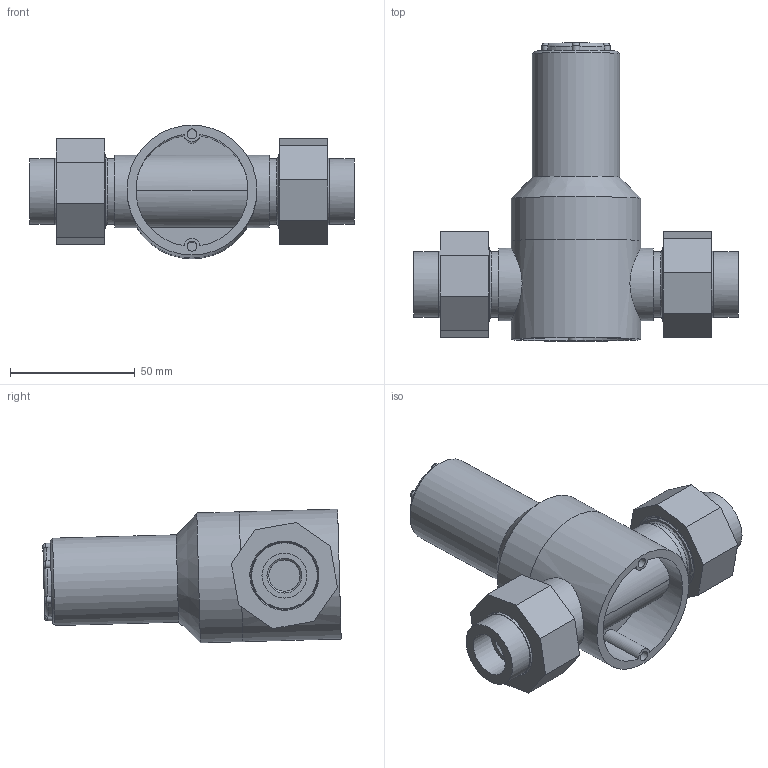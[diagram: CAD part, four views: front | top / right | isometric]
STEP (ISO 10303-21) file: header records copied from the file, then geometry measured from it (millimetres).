
FILE_DESCRIPTION (( 'STEP AP214' ), '1' );
FILE_NAME ('3-8-1102-3X.STEP', '2019-06-07T12:07:02', ( '' ), ( '' ), 'SwSTEP 2.0', 'SolidWorks 2019', '' );
FILE_SCHEMA (( 'AUTOMOTIVE_DESIGN' ));
Length unit declared in the file: millimetre
Products named in the file (18): 3-8 SW union; 3-8 Union Stub - SW; 3-8 Union end - sw; 16mm Cap; 316 cast 3-8 body; PVC Bonnet all size; PVC Bonnet all size_20mm GFPP; 3-8-1102-3X; 3-8 Union Nut - sw
Assembly tree (11 placements, depth 3):
  3-8 Union Stub - SW
  16mm Cap
  PVC Bonnet all size
  3-8 Union end - sw
  3-8 Union end - sw
Bounding box: 130 x 119.46 x 53.52 mm (x, y, z)
Volume: 234504.6 mm3; surface area: 66573.5 mm2
Topology: 9 solids, 9 shells, 224 faces, 521 edges, 339 vertices
Faces by surface type: cylinder 88, plane 79, bspline 32, cone 17, torus 8
Full cylindrical faces by diameter (mm): 4 x2, 12 x1, 12.5 x2, 12.7 x2, 14.95 x18, 17 x1, 18 x4, 25 x1, 26.3 x2, 26.35 x2, 26.7 x2, 27 x2, 29 x2, 30 x2, 30.2 x18, 35 x1, 38 x1, 52 x2
Entity records: 13205 total; most frequent: CARTESIAN_POINT 10142, DIRECTION 526, ORIENTED_EDGE 490, EDGE_CURVE 245, AXIS2_PLACEMENT_3D 233, EDGE_LOOP 210, VERTEX_POINT 185, FACE_OUTER_BOUND 174
